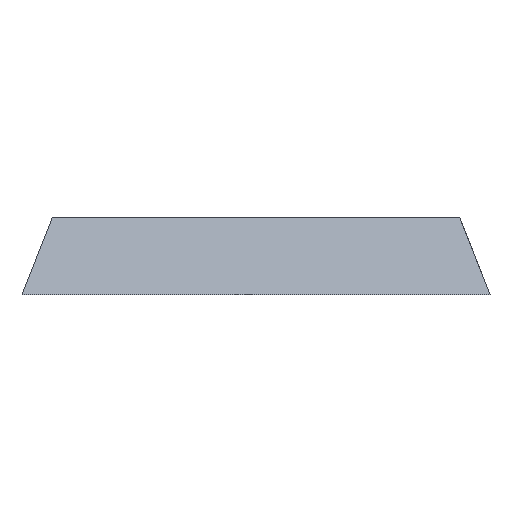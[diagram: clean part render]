
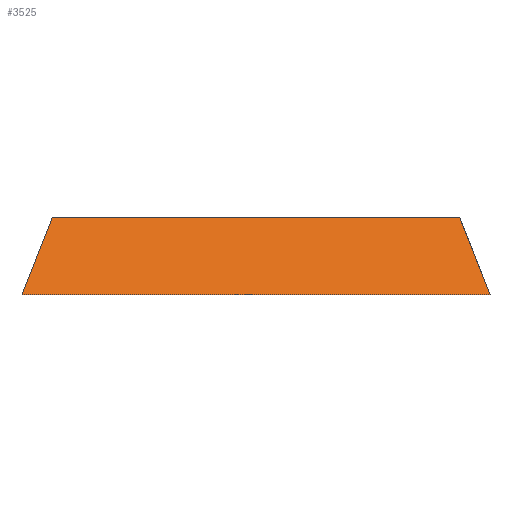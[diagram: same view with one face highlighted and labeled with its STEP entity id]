
A CAD part, front view. The second image highlights one B-rep face of the part: STEP entity #3525.
In plain terms, the highlighted planar face has unit normal (0, -0.931, 0.364).
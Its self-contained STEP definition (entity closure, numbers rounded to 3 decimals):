
#3112 = VERTEX_POINT('',#3113);
#3113 = CARTESIAN_POINT('',(-26.019,-9.3,
    0.001));
#3122 = PLANE('',#3123);
#3123 = AXIS2_PLACEMENT_3D('',#3124,#3125,#3126);
#3124 = CARTESIAN_POINT('',(0.,-9.3,0.));
#3125 = DIRECTION('',(-0.,-1.,-0.));
#3126 = DIRECTION('',(0.,0.,-1.));
#3175 = VERTEX_POINT('',#3176);
#3176 = CARTESIAN_POINT('',(26.019,-9.3,
    0.001));
#3202 = EDGE_CURVE('',#3175,#3112,#3203,.T.);
#3203 = SURFACE_CURVE('',#3204,(#3208,#3215),.PCURVE_S1.);
#3204 = LINE('',#3205,#3206);
#3205 = CARTESIAN_POINT('',(26.019,-9.3,
    0.001));
#3206 = VECTOR('',#3207,1.);
#3207 = DIRECTION('',(-1.,0.,0.));
#3208 = PCURVE('',#3122,#3209);
#3209 = DEFINITIONAL_REPRESENTATION('',(#3210),#3214);
#3210 = LINE('',#3211,#3212);
#3211 = CARTESIAN_POINT('',(-0.001,26.019));
#3212 = VECTOR('',#3213,1.);
#3213 = DIRECTION('',(0.,-1.));
#3214 = ( GEOMETRIC_REPRESENTATION_CONTEXT(2) 
PARAMETRIC_REPRESENTATION_CONTEXT() REPRESENTATION_CONTEXT('2D SPACE',''
  ) );
#3215 = PCURVE('',#3216,#3221);
#3216 = PLANE('',#3217);
#3217 = AXIS2_PLACEMENT_3D('',#3218,#3219,#3220);
#3218 = CARTESIAN_POINT('',(0.,-7.303,5.108));
#3219 = DIRECTION('',(0.,-0.931,0.364)
  );
#3220 = DIRECTION('',(0.,-0.364,-0.931));
#3221 = DEFINITIONAL_REPRESENTATION('',(#3222),#3226);
#3222 = LINE('',#3223,#3224);
#3223 = CARTESIAN_POINT('',(5.484,26.019));
#3224 = VECTOR('',#3225,1.);
#3225 = DIRECTION('',(0.,-1.));
#3226 = ( GEOMETRIC_REPRESENTATION_CONTEXT(2) 
PARAMETRIC_REPRESENTATION_CONTEXT() REPRESENTATION_CONTEXT('2D SPACE',''
  ) );
#3271 = PLANE('',#3272);
#3272 = AXIS2_PLACEMENT_3D('',#3273,#3274,#3275);
#3273 = CARTESIAN_POINT('',(-24.213,0.,
    4.62));
#3274 = DIRECTION('',(-0.931,0.,0.364)
  );
#3275 = DIRECTION('',(-0.364,0.,-0.931
    ));
#3514 = PLANE('',#3515);
#3515 = AXIS2_PLACEMENT_3D('',#3516,#3517,#3518);
#3516 = CARTESIAN_POINT('',(24.213,0.,4.62));
#3517 = DIRECTION('',(0.931,0.,0.364));
#3518 = DIRECTION('',(-0.364,0.,0.931));
#3525 = ADVANCED_FACE('',(#3526),#3216,.T.);
#3526 = FACE_BOUND('',#3527,.T.);
#3527 = EDGE_LOOP('',(#3528,#3622,#3643,#3644));
#3528 = ORIENTED_EDGE('',*,*,#3529,.T.);
#3529 = EDGE_CURVE('',#3530,#3532,#3534,.T.);
#3530 = VERTEX_POINT('',#3531);
#3531 = CARTESIAN_POINT('',(22.641,-5.923,
    8.64));
#3532 = VERTEX_POINT('',#3533);
#3533 = CARTESIAN_POINT('',(-22.641,-5.923,
    8.64));
#3534 = SURFACE_CURVE('',#3535,(#3550,#3568),.PCURVE_S1.);
#3535 = B_SPLINE_CURVE_WITH_KNOTS('',7,(#3536,#3537,#3538,#3539,#3540,
    #3541,#3542,#3543,#3544,#3545,#3546,#3547,#3548,#3549),
  .UNSPECIFIED.,.F.,.F.,(8,6,8),(0.,0.649,1.),.UNSPECIFIED.);
#3536 = CARTESIAN_POINT('',(26.019,-5.899,
    8.699));
#3537 = CARTESIAN_POINT('',(21.195,-5.935,
    8.609));
#3538 = CARTESIAN_POINT('',(16.37,-5.962,
    8.538));
#3539 = CARTESIAN_POINT('',(11.545,-5.982,
    8.488));
#3540 = CARTESIAN_POINT('',(6.721,-5.995,
    8.456));
#3541 = CARTESIAN_POINT('',(1.896,-5.999,
    8.444));
#3542 = CARTESIAN_POINT('',(-2.929,-5.997,
    8.451));
#3543 = CARTESIAN_POINT('',(-10.363,-5.98,
    8.492));
#3544 = CARTESIAN_POINT('',(-12.973,-5.973,
    8.513));
#3545 = CARTESIAN_POINT('',(-15.582,-5.962,
    8.539));
#3546 = CARTESIAN_POINT('',(-18.192,-5.95,
    8.57));
#3547 = CARTESIAN_POINT('',(-20.801,-5.935,
    8.608));
#3548 = CARTESIAN_POINT('',(-23.41,-5.919,8.651
    ));
#3549 = CARTESIAN_POINT('',(-26.019,-5.899,
    8.699));
#3550 = PCURVE('',#3216,#3551);
#3551 = DEFINITIONAL_REPRESENTATION('',(#3552),#3567);
#3552 = B_SPLINE_CURVE_WITH_KNOTS('',7,(#3553,#3554,#3555,#3556,#3557,
    #3558,#3559,#3560,#3561,#3562,#3563,#3564,#3565,#3566),
  .UNSPECIFIED.,.F.,.F.,(8,6,8),(0.,0.649,1.),.UNSPECIFIED.);
#3553 = CARTESIAN_POINT('',(-3.856,26.019));
#3554 = CARTESIAN_POINT('',(-3.759,21.195));
#3555 = CARTESIAN_POINT('',(-3.683,16.37));
#3556 = CARTESIAN_POINT('',(-3.628,11.545));
#3557 = CARTESIAN_POINT('',(-3.594,6.721));
#3558 = CARTESIAN_POINT('',(-3.581,1.896));
#3559 = CARTESIAN_POINT('',(-3.589,-2.929));
#3560 = CARTESIAN_POINT('',(-3.634,-10.363));
#3561 = CARTESIAN_POINT('',(-3.655,-12.973));
#3562 = CARTESIAN_POINT('',(-3.683,-15.582));
#3563 = CARTESIAN_POINT('',(-3.717,-18.192));
#3564 = CARTESIAN_POINT('',(-3.757,-20.801));
#3565 = CARTESIAN_POINT('',(-3.803,-23.41));
#3566 = CARTESIAN_POINT('',(-3.856,-26.019));
#3567 = ( GEOMETRIC_REPRESENTATION_CONTEXT(2) 
PARAMETRIC_REPRESENTATION_CONTEXT() REPRESENTATION_CONTEXT('2D SPACE',''
  ) );
#3568 = PCURVE('',#3569,#3605);
#3569 = ( BOUNDED_SURFACE() B_SPLINE_SURFACE(2,2,(
    (#3570,#3571,#3572,#3573,#3574)
    ,(#3575,#3576,#3577,#3578,#3579)
    ,(#3580,#3581,#3582,#3583,#3584)
    ,(#3585,#3586,#3587,#3588,#3589)
    ,(#3590,#3591,#3592,#3593,#3594)
    ,(#3595,#3596,#3597,#3598,#3599)
    ,(#3600,#3601,#3602,#3603,#3604
)),.UNSPECIFIED.,.T.,.F.,.F.) B_SPLINE_SURFACE_WITH_KNOTS((1,2,2,2,2,1),
  (3,2,3),(-2.094,0.,2.094,4.189,
    6.283,8.378),(-1.571,0.,1.571),
.UNSPECIFIED.) GEOMETRIC_REPRESENTATION_ITEM() RATIONAL_B_SPLINE_SURFACE
((
    (1.,0.707,1.,0.707,1.)
    ,(0.5,0.354,0.5,0.354,0.5)
    ,(1.,0.707,1.,0.707,1.)
    ,(0.5,0.354,0.5,0.354,0.5)
    ,(1.,0.707,1.,0.707,1.)
    ,(0.5,0.354,0.5,0.354,0.5)
,(1.,0.707,1.,0.707,1.
))) REPRESENTATION_ITEM('') SURFACE() );
#3570 = CARTESIAN_POINT('',(0.,4.,7.25));
#3571 = CARTESIAN_POINT('',(234.824,4.,7.25));
#3572 = CARTESIAN_POINT('',(234.824,4.,49.25));
#3573 = CARTESIAN_POINT('',(234.824,4.,91.25));
#3574 = CARTESIAN_POINT('',(0.,4.,91.25));
#3575 = CARTESIAN_POINT('',(0.,4.,7.25));
#3576 = CARTESIAN_POINT('',(234.824,76.746,7.25));
#3577 = CARTESIAN_POINT('',(234.824,76.746,49.25));
#3578 = CARTESIAN_POINT('',(234.824,76.746,91.25));
#3579 = CARTESIAN_POINT('',(0.,4.,91.25));
#3580 = CARTESIAN_POINT('',(0.,4.,7.25));
#3581 = CARTESIAN_POINT('',(-117.412,40.373,7.25));
#3582 = CARTESIAN_POINT('',(-117.412,40.373,49.25));
#3583 = CARTESIAN_POINT('',(-117.412,40.373,91.25));
#3584 = CARTESIAN_POINT('',(0.,4.,91.25));
#3585 = CARTESIAN_POINT('',(0.,4.,7.25));
#3586 = CARTESIAN_POINT('',(-469.647,4.,7.25));
#3587 = CARTESIAN_POINT('',(-469.647,4.,49.25));
#3588 = CARTESIAN_POINT('',(-469.647,4.,91.25));
#3589 = CARTESIAN_POINT('',(0.,4.,91.25));
#3590 = CARTESIAN_POINT('',(0.,4.,7.25));
#3591 = CARTESIAN_POINT('',(-117.412,-32.373,7.25));
#3592 = CARTESIAN_POINT('',(-117.412,-32.373,49.25));
#3593 = CARTESIAN_POINT('',(-117.412,-32.373,91.25));
#3594 = CARTESIAN_POINT('',(0.,4.,91.25));
#3595 = CARTESIAN_POINT('',(0.,4.,7.25));
#3596 = CARTESIAN_POINT('',(234.824,-68.746,7.25));
#3597 = CARTESIAN_POINT('',(234.824,-68.746,49.25));
#3598 = CARTESIAN_POINT('',(234.824,-68.746,91.25));
#3599 = CARTESIAN_POINT('',(0.,4.,91.25));
#3600 = CARTESIAN_POINT('',(0.,4.,7.25));
#3601 = CARTESIAN_POINT('',(234.824,4.,7.25));
#3602 = CARTESIAN_POINT('',(234.824,4.,49.25));
#3603 = CARTESIAN_POINT('',(234.824,4.,91.25));
#3604 = CARTESIAN_POINT('',(0.,4.,91.25));
#3605 = DEFINITIONAL_REPRESENTATION('',(#3606),#3621);
#3606 = B_SPLINE_CURVE_WITH_KNOTS('',7,(#3607,#3608,#3609,#3610,#3611,
    #3612,#3613,#3614,#3615,#3616,#3617,#3618,#3619,#3620),
  .UNSPECIFIED.,.F.,.F.,(8,6,8),(0.,0.649,1.),.UNSPECIFIED.);
#3607 = CARTESIAN_POINT('',(5.16,-1.292));
#3608 = CARTESIAN_POINT('',(5.094,-1.3));
#3609 = CARTESIAN_POINT('',(5.023,-1.307));
#3610 = CARTESIAN_POINT('',(4.947,-1.312));
#3611 = CARTESIAN_POINT('',(4.868,-1.315));
#3612 = CARTESIAN_POINT('',(4.784,-1.317));
#3613 = CARTESIAN_POINT('',(4.699,-1.316));
#3614 = CARTESIAN_POINT('',(4.567,-1.312));
#3615 = CARTESIAN_POINT('',(4.52,-1.31));
#3616 = CARTESIAN_POINT('',(4.473,-1.307));
#3617 = CARTESIAN_POINT('',(4.426,-1.304));
#3618 = CARTESIAN_POINT('',(4.38,-1.3));
#3619 = CARTESIAN_POINT('',(4.334,-1.296));
#3620 = CARTESIAN_POINT('',(4.288,-1.292));
#3621 = ( GEOMETRIC_REPRESENTATION_CONTEXT(2) 
PARAMETRIC_REPRESENTATION_CONTEXT() REPRESENTATION_CONTEXT('2D SPACE',''
  ) );
#3622 = ORIENTED_EDGE('',*,*,#3623,.T.);
#3623 = EDGE_CURVE('',#3532,#3112,#3624,.T.);
#3624 = SURFACE_CURVE('',#3625,(#3629,#3636),.PCURVE_S1.);
#3625 = LINE('',#3626,#3627);
#3626 = CARTESIAN_POINT('',(-21.719,-5.,11.));
#3627 = VECTOR('',#3628,1.);
#3628 = DIRECTION('',(-0.342,-0.342,-0.875));
#3629 = PCURVE('',#3216,#3630);
#3630 = DEFINITIONAL_REPRESENTATION('',(#3631),#3635);
#3631 = LINE('',#3632,#3633);
#3632 = CARTESIAN_POINT('',(-6.326,-21.719));
#3633 = VECTOR('',#3634,1.);
#3634 = DIRECTION('',(0.94,-0.342));
#3635 = ( GEOMETRIC_REPRESENTATION_CONTEXT(2) 
PARAMETRIC_REPRESENTATION_CONTEXT() REPRESENTATION_CONTEXT('2D SPACE',''
  ) );
#3636 = PCURVE('',#3271,#3637);
#3637 = DEFINITIONAL_REPRESENTATION('',(#3638),#3642);
#3638 = LINE('',#3639,#3640);
#3639 = CARTESIAN_POINT('',(-6.85,5.));
#3640 = VECTOR('',#3641,1.);
#3641 = DIRECTION('',(0.94,0.342));
#3642 = ( GEOMETRIC_REPRESENTATION_CONTEXT(2) 
PARAMETRIC_REPRESENTATION_CONTEXT() REPRESENTATION_CONTEXT('2D SPACE',''
  ) );
#3643 = ORIENTED_EDGE('',*,*,#3202,.F.);
#3644 = ORIENTED_EDGE('',*,*,#3645,.F.);
#3645 = EDGE_CURVE('',#3530,#3175,#3646,.T.);
#3646 = SURFACE_CURVE('',#3647,(#3651,#3658),.PCURVE_S1.);
#3647 = LINE('',#3648,#3649);
#3648 = CARTESIAN_POINT('',(21.719,-5.,11.));
#3649 = VECTOR('',#3650,1.);
#3650 = DIRECTION('',(0.342,-0.342,-0.875));
#3651 = PCURVE('',#3216,#3652);
#3652 = DEFINITIONAL_REPRESENTATION('',(#3653),#3657);
#3653 = LINE('',#3654,#3655);
#3654 = CARTESIAN_POINT('',(-6.326,21.719));
#3655 = VECTOR('',#3656,1.);
#3656 = DIRECTION('',(0.94,0.342));
#3657 = ( GEOMETRIC_REPRESENTATION_CONTEXT(2) 
PARAMETRIC_REPRESENTATION_CONTEXT() REPRESENTATION_CONTEXT('2D SPACE',''
  ) );
#3658 = PCURVE('',#3514,#3659);
#3659 = DEFINITIONAL_REPRESENTATION('',(#3660),#3664);
#3660 = LINE('',#3661,#3662);
#3661 = CARTESIAN_POINT('',(6.85,5.));
#3662 = VECTOR('',#3663,1.);
#3663 = DIRECTION('',(-0.94,0.342));
#3664 = ( GEOMETRIC_REPRESENTATION_CONTEXT(2) 
PARAMETRIC_REPRESENTATION_CONTEXT() REPRESENTATION_CONTEXT('2D SPACE',''
  ) );
